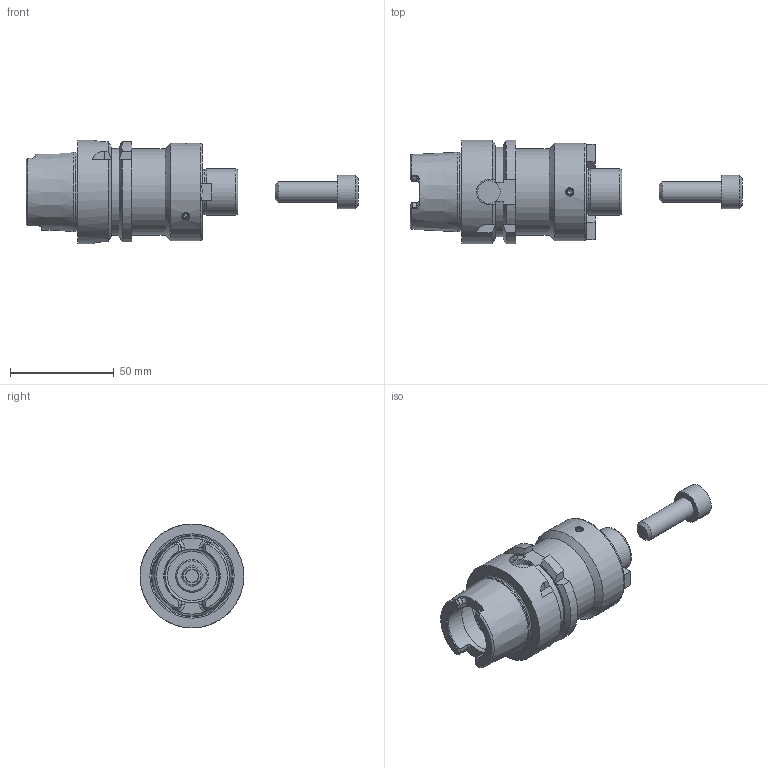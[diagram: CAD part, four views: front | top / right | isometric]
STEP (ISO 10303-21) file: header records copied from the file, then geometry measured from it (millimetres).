
FILE_DESCRIPTION((''),'2;1');
FILE_NAME('535014623060-3D.stp','2020-04-29T09:53:37',('nttooll'),(''),'Autodesk Inventor 2012','Autodesk Inventor 2012','');
FILE_SCHEMA(('AUTOMOTIVE_DESIGN { 1 0 10303 214 1 1 1 1 }'));
Length unit declared in the file: millimetre
Products named in the file (1): 535014623060-3D
Bounding box: 160 x 50 x 50 mm (x, y, z)
Volume: 110635.1 mm3; surface area: 27466.3 mm2
Topology: 2 solids, 5 shells, 215 faces, 504 edges, 308 vertices
Faces by surface type: plane 76, cylinder 63, cone 53, torus 17, sphere 6
Full cylindrical faces by diameter (mm): 2.309 x3, 2.5 x6, 3 x3, 3.4 x3, 4 x6, 6 x1, 6.4 x1, 8.7 x1, 9.238 x1, 9.5 x1, 10 x3, 10.5 x1, 11 x1, 16 x2, 21.825 x1, 22.225 x1, 26 x1, 26.6 x1, 32 x1, 37.9 x1, 41.5 x1, 47 x1, 50 x1
Entity records: 6003 total; most frequent: CARTESIAN_POINT 1524, DIRECTION 954, ORIENTED_EDGE 802, AXIS2_PLACEMENT_3D 403, EDGE_CURVE 401, EDGE_LOOP 318, VERTEX_POINT 288, FACE_OUTER_BOUND 215
